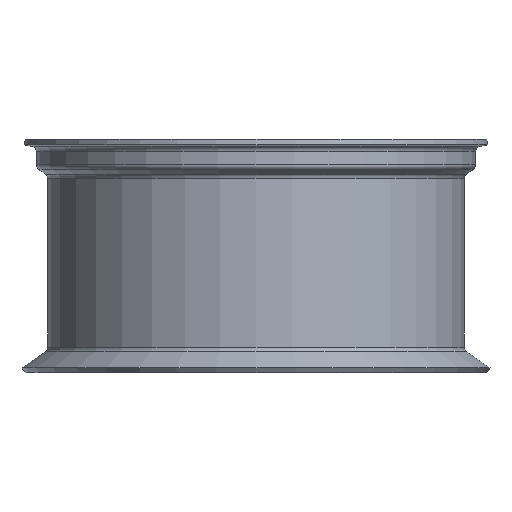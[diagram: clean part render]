
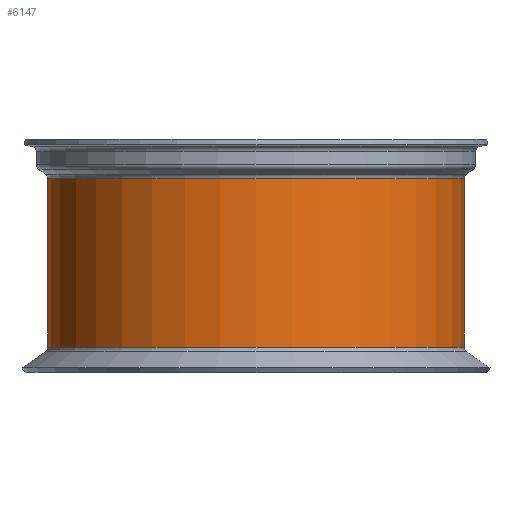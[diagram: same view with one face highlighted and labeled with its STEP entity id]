
A CAD part, front view. The second image highlights one B-rep face of the part: STEP entity #6147.
In plain terms, the highlighted cylindrical face has radius 185 mm (diameter 370 mm), a partial arc.
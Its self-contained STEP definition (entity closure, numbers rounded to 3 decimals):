
#664 = VERTEX_POINT ( 'NONE', #716 ) ;
#716 = CARTESIAN_POINT ( 'NONE',  ( 185., 0., -12.208 ) ) ;
#1509 = CARTESIAN_POINT ( 'NONE',  ( 185., 0., 47.935 ) ) ;
#2106 = ORIENTED_EDGE ( 'NONE', *, *, #9442, .F. ) ;
#2553 = VERTEX_POINT ( 'NONE', #21570 ) ;
#2795 = VECTOR ( 'NONE', #8267, 1000. ) ;
#3653 = AXIS2_PLACEMENT_3D ( 'NONE', #30372, #27877, #16135 ) ;
#6147 = ADVANCED_FACE ( 'NONE', ( #23820 ), #27904, .T. ) ;
#6904 = CARTESIAN_POINT ( 'NONE',  ( 0., 0., -161.796 ) ) ;
#8267 = DIRECTION ( 'NONE',  ( 0., 0., 1. ) ) ;
#9300 = DIRECTION ( 'NONE',  ( 1., 0., 0. ) ) ;
#9442 = EDGE_CURVE ( 'NONE', #2553, #21857, #23796, .T. ) ;
#11283 = DIRECTION ( 'NONE',  ( 0., 0., -1. ) ) ;
#11839 = CARTESIAN_POINT ( 'NONE',  ( -185., 0., 47.935 ) ) ;
#12118 = EDGE_CURVE ( 'NONE', #2553, #23936, #30062, .T. ) ;
#12538 = CARTESIAN_POINT ( 'NONE',  ( -185., 0., -12.208 ) ) ;
#13527 = CIRCLE ( 'NONE', #17781, 185. ) ;
#13966 = LINE ( 'NONE', #1509, #2795 ) ;
#14496 = DIRECTION ( 'NONE',  ( 0., 0., 1. ) ) ;
#16135 = DIRECTION ( 'NONE',  ( 1., 0., 0. ) ) ;
#17358 = EDGE_LOOP ( 'NONE', ( #2106, #19992, #23675, #17373 ) ) ;
#17373 = ORIENTED_EDGE ( 'NONE', *, *, #28260, .T. ) ;
#17470 = VECTOR ( 'NONE', #14496, 1000. ) ;
#17781 = AXIS2_PLACEMENT_3D ( 'NONE', #25559, #11283, #27918 ) ;
#19992 = ORIENTED_EDGE ( 'NONE', *, *, #12118, .T. ) ;
#21570 = CARTESIAN_POINT ( 'NONE',  ( -185., 0., -161.796 ) ) ;
#21857 = VERTEX_POINT ( 'NONE', #12538 ) ;
#22545 = CARTESIAN_POINT ( 'NONE',  ( 185., 0., -161.796 ) ) ;
#23562 = DIRECTION ( 'NONE',  ( 0., 0., 1. ) ) ;
#23675 = ORIENTED_EDGE ( 'NONE', *, *, #25055, .T. ) ;
#23796 = LINE ( 'NONE', #11839, #17470 ) ;
#23820 = FACE_OUTER_BOUND ( 'NONE', #17358, .T. ) ;
#23936 = VERTEX_POINT ( 'NONE', #22545 ) ;
#25055 = EDGE_CURVE ( 'NONE', #23936, #664, #13966, .T. ) ;
#25559 = CARTESIAN_POINT ( 'NONE',  ( 0., 0., -12.208 ) ) ;
#27877 = DIRECTION ( 'NONE',  ( 0., 0., 1. ) ) ;
#27904 = CYLINDRICAL_SURFACE ( 'NONE', #3653, 185. ) ;
#27918 = DIRECTION ( 'NONE',  ( 1., 0., 0. ) ) ;
#28223 = AXIS2_PLACEMENT_3D ( 'NONE', #6904, #23562, #9300 ) ;
#28260 = EDGE_CURVE ( 'NONE', #664, #21857, #13527, .T. ) ;
#30062 = CIRCLE ( 'NONE', #28223, 185. ) ;
#30372 = CARTESIAN_POINT ( 'NONE',  ( 0., 0., 47.935 ) ) ;
